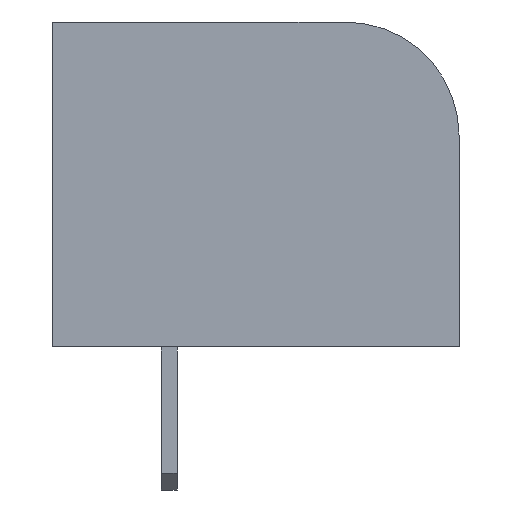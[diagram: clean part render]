
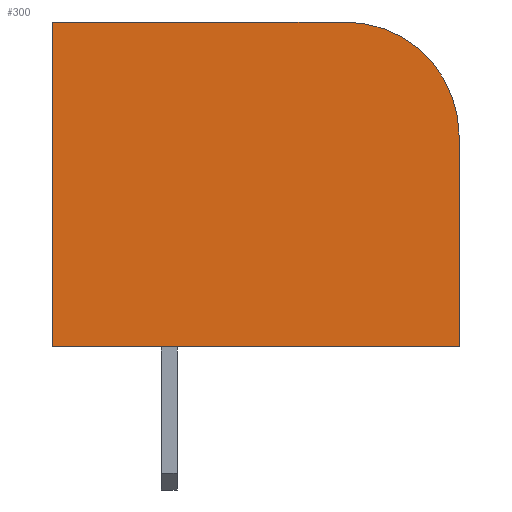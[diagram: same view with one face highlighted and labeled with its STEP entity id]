
A CAD part, left-side view. The second image highlights one B-rep face of the part: STEP entity #300.
In plain terms, the highlighted planar face has unit normal (-1, 0, 0).
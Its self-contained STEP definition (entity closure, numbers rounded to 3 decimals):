
#13=DIRECTION('',(0.,0.,1.));
#21=EDGE_CURVE('',#22,#24,#26,.T.);
#22=VERTEX_POINT('',#23);
#23=CARTESIAN_POINT('',(-5.5,-12.7,0.));
#24=VERTEX_POINT('',#25);
#25=CARTESIAN_POINT('',(-5.5,-12.7,9.2));
#26=LINE('',#23,#27);
#27=VECTOR('',#13,1.);
#34=DIRECTION('',(1.,0.,0.));
#300=ADVANCED_FACE('',(#301),#327,.F.);
#301=FACE_BOUND('',#302,.F.);
#302=EDGE_LOOP('',(#303,#304,#311,#316,#321));
#303=ORIENTED_EDGE('',*,*,#21,.F.);
#304=ORIENTED_EDGE('',*,*,#305,.F.);
#305=EDGE_CURVE('',#306,#22,#308,.T.);
#306=VERTEX_POINT('',#307);
#307=CARTESIAN_POINT('',(-5.5,5.1,0.));
#308=LINE('',#307,#309);
#309=VECTOR('',#310,1.);
#310=DIRECTION('',(0.,-1.,0.));
#311=ORIENTED_EDGE('',*,*,#312,.T.);
#312=EDGE_CURVE('',#306,#313,#315,.T.);
#313=VERTEX_POINT('',#314);
#314=CARTESIAN_POINT('',(-5.5,5.1,14.2));
#315=LINE('',#307,#27);
#316=ORIENTED_EDGE('',*,*,#317,.T.);
#317=EDGE_CURVE('',#313,#318,#320,.T.);
#318=VERTEX_POINT('',#319);
#319=CARTESIAN_POINT('',(-5.5,-7.7,14.2));
#320=LINE('',#314,#309);
#321=ORIENTED_EDGE('',*,*,#322,.F.);
#322=EDGE_CURVE('',#24,#318,#323,.T.);
#323=CIRCLE('',#324,5.);
#324=AXIS2_PLACEMENT_3D('',#325,#326,#13);
#325=CARTESIAN_POINT('',(-5.5,-7.7,9.2));
#326=DIRECTION('',(-1.,0.,0.));
#327=PLANE('',#328);
#328=AXIS2_PLACEMENT_3D('',#307,#34,#310);
